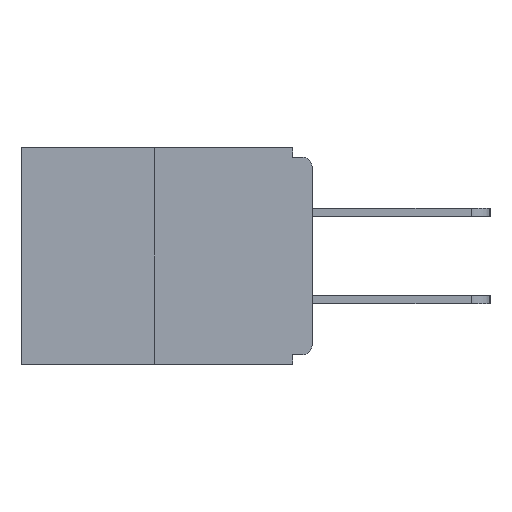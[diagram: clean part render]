
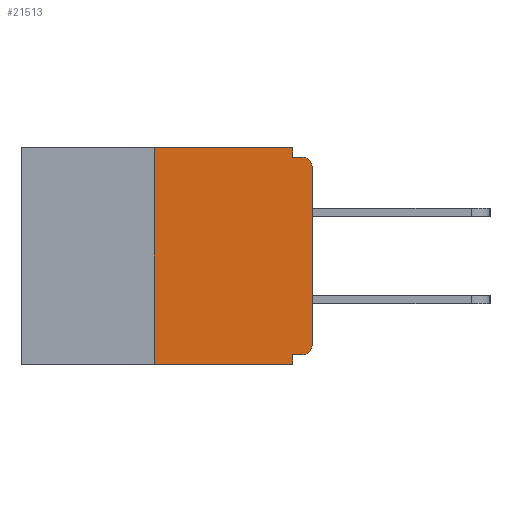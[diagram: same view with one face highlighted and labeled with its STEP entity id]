
A CAD part, left-side view. The second image highlights one B-rep face of the part: STEP entity #21513.
In plain terms, the highlighted planar face has unit normal (-1, 0, 0).
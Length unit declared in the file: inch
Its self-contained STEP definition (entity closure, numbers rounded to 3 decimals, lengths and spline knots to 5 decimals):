
#182 = VERTEX_POINT ( 'NONE', #18925 ) ;
#803 = VERTEX_POINT ( 'NONE', #12456 ) ;
#1425 = VECTOR ( 'NONE', #13095, 39.37008 ) ;
#1980 = EDGE_CURVE ( 'NONE', #7333, #803, #10549, .T. ) ;
#2095 = CARTESIAN_POINT ( 'NONE',  ( 0., 0.015, -0.015 ) ) ;
#2287 = EDGE_CURVE ( 'NONE', #12263, #9759, #2534, .T. ) ;
#2534 = LINE ( 'NONE', #21114, #8022 ) ;
#2981 = DIRECTION ( 'NONE',  ( 0., 0., -1. ) ) ;
#3081 = FACE_OUTER_BOUND ( 'NONE', #13458, .T. ) ;
#3284 = ORIENTED_EDGE ( 'NONE', *, *, #18297, .F. ) ;
#3299 = CARTESIAN_POINT ( 'NONE',  ( 0., 0., -0.313 ) ) ;
#3595 = LINE ( 'NONE', #10947, #21415 ) ;
#3745 = VECTOR ( 'NONE', #20220, 39.37008 ) ;
#4258 = EDGE_CURVE ( 'NONE', #4549, #8440, #6325, .T. ) ;
#4458 = DIRECTION ( 'NONE',  ( 0., 0., 1. ) ) ;
#4549 = VERTEX_POINT ( 'NONE', #20892 ) ;
#4819 = DIRECTION ( 'NONE',  ( -1., 0., 0. ) ) ;
#4980 = DIRECTION ( 'NONE',  ( 1., 0., 0. ) ) ;
#5199 = EDGE_CURVE ( 'NONE', #13474, #12263, #10020, .T. ) ;
#5293 = CARTESIAN_POINT ( 'NONE',  ( 0., 0.015, -0.03 ) ) ;
#5561 = AXIS2_PLACEMENT_3D ( 'NONE', #5293, #17650, #8919 ) ;
#5698 = CARTESIAN_POINT ( 'NONE',  ( 0., 0., -0.015 ) ) ;
#5716 = CARTESIAN_POINT ( 'NONE',  ( 0., 0.031, -0.328 ) ) ;
#5791 = VECTOR ( 'NONE', #8737, 39.37008 ) ;
#6325 = LINE ( 'NONE', #19039, #7562 ) ;
#6436 = EDGE_CURVE ( 'NONE', #182, #7333, #7757, .T. ) ;
#6640 = ORIENTED_EDGE ( 'NONE', *, *, #16714, .T. ) ;
#6708 = ORIENTED_EDGE ( 'NONE', *, *, #2287, .T. ) ;
#6894 = DIRECTION ( 'NONE',  ( 0., -1., 0. ) ) ;
#7333 = VERTEX_POINT ( 'NONE', #22765 ) ;
#7562 = VECTOR ( 'NONE', #6894, 39.37008 ) ;
#7757 = LINE ( 'NONE', #22733, #15959 ) ;
#8022 = VECTOR ( 'NONE', #4458, 39.37008 ) ;
#8440 = VERTEX_POINT ( 'NONE', #18781 ) ;
#8737 = DIRECTION ( 'NONE',  ( 0., 0., -1. ) ) ;
#8919 = DIRECTION ( 'NONE',  ( 0., 0., -1. ) ) ;
#9667 = LINE ( 'NONE', #14762, #23172 ) ;
#9691 = ORIENTED_EDGE ( 'NONE', *, *, #1980, .F. ) ;
#9730 = VERTEX_POINT ( 'NONE', #5716 ) ;
#9759 = VERTEX_POINT ( 'NONE', #22601 ) ;
#10020 = CIRCLE ( 'NONE', #11565, 0.015 ) ;
#10197 = AXIS2_PLACEMENT_3D ( 'NONE', #19706, #4980, #10425 ) ;
#10425 = DIRECTION ( 'NONE',  ( 0., 0., -1. ) ) ;
#10549 = LINE ( 'NONE', #21280, #5791 ) ;
#10947 = CARTESIAN_POINT ( 'NONE',  ( 0., 0.031, -0.343 ) ) ;
#10970 = EDGE_CURVE ( 'NONE', #4549, #182, #9667, .T. ) ;
#11565 = AXIS2_PLACEMENT_3D ( 'NONE', #13634, #4819, #11949 ) ;
#11590 = ORIENTED_EDGE ( 'NONE', *, *, #5199, .T. ) ;
#11949 = DIRECTION ( 'NONE',  ( 0., 0., -1. ) ) ;
#12263 = VERTEX_POINT ( 'NONE', #3299 ) ;
#12456 = CARTESIAN_POINT ( 'NONE',  ( 0., 0.031, -0.015 ) ) ;
#12658 = LINE ( 'NONE', #22018, #3745 ) ;
#12952 = DIRECTION ( 'NONE',  ( 0., 0., 1. ) ) ;
#13095 = DIRECTION ( 'NONE',  ( 0., -1., 0. ) ) ;
#13458 = EDGE_LOOP ( 'NONE', ( #19452, #14950, #18288, #17204, #3284, #11590, #6708, #6640, #19710, #9691 ) ) ;
#13474 = VERTEX_POINT ( 'NONE', #22368 ) ;
#13634 = CARTESIAN_POINT ( 'NONE',  ( 0., 0.015, -0.313 ) ) ;
#14762 = CARTESIAN_POINT ( 'NONE',  ( 0., 0.25, 0. ) ) ;
#14778 = LINE ( 'NONE', #5698, #1425 ) ;
#14950 = ORIENTED_EDGE ( 'NONE', *, *, #10970, .F. ) ;
#15293 = DIRECTION ( 'NONE',  ( 0., -1., 0. ) ) ;
#15959 = VECTOR ( 'NONE', #15293, 39.37008 ) ;
#16003 = PLANE ( 'NONE',  #10197 ) ;
#16018 = CIRCLE ( 'NONE', #5561, 0.015 ) ;
#16714 = EDGE_CURVE ( 'NONE', #9759, #21643, #16018, .T. ) ;
#17204 = ORIENTED_EDGE ( 'NONE', *, *, #23381, .F. ) ;
#17650 = DIRECTION ( 'NONE',  ( -1., 0., 0. ) ) ;
#18288 = ORIENTED_EDGE ( 'NONE', *, *, #4258, .T. ) ;
#18297 = EDGE_CURVE ( 'NONE', #13474, #9730, #12658, .T. ) ;
#18781 = CARTESIAN_POINT ( 'NONE',  ( 0., 0.031, -0.343 ) ) ;
#18925 = CARTESIAN_POINT ( 'NONE',  ( 0., 0.25, 0. ) ) ;
#19039 = CARTESIAN_POINT ( 'NONE',  ( 0., 0.46, -0.343 ) ) ;
#19452 = ORIENTED_EDGE ( 'NONE', *, *, #6436, .F. ) ;
#19706 = CARTESIAN_POINT ( 'NONE',  ( 0., 0.46, 0. ) ) ;
#19710 = ORIENTED_EDGE ( 'NONE', *, *, #20034, .F. ) ;
#20034 = EDGE_CURVE ( 'NONE', #803, #21643, #14778, .T. ) ;
#20220 = DIRECTION ( 'NONE',  ( 0., 1., 0. ) ) ;
#20892 = CARTESIAN_POINT ( 'NONE',  ( 0., 0.25, -0.343 ) ) ;
#21114 = CARTESIAN_POINT ( 'NONE',  ( 0., 0., 0. ) ) ;
#21280 = CARTESIAN_POINT ( 'NONE',  ( 0., 0.031, 0. ) ) ;
#21415 = VECTOR ( 'NONE', #2981, 39.37008 ) ;
#21513 = ADVANCED_FACE ( 'NONE', ( #3081 ), #16003, .F. ) ;
#21643 = VERTEX_POINT ( 'NONE', #2095 ) ;
#22018 = CARTESIAN_POINT ( 'NONE',  ( 0., 0., -0.328 ) ) ;
#22368 = CARTESIAN_POINT ( 'NONE',  ( 0., 0.015, -0.328 ) ) ;
#22601 = CARTESIAN_POINT ( 'NONE',  ( 0., 0., -0.03 ) ) ;
#22733 = CARTESIAN_POINT ( 'NONE',  ( 0., 0.46, 0. ) ) ;
#22765 = CARTESIAN_POINT ( 'NONE',  ( 0., 0.031, 0. ) ) ;
#23172 = VECTOR ( 'NONE', #12952, 39.37008 ) ;
#23381 = EDGE_CURVE ( 'NONE', #9730, #8440, #3595, .T. ) ;
